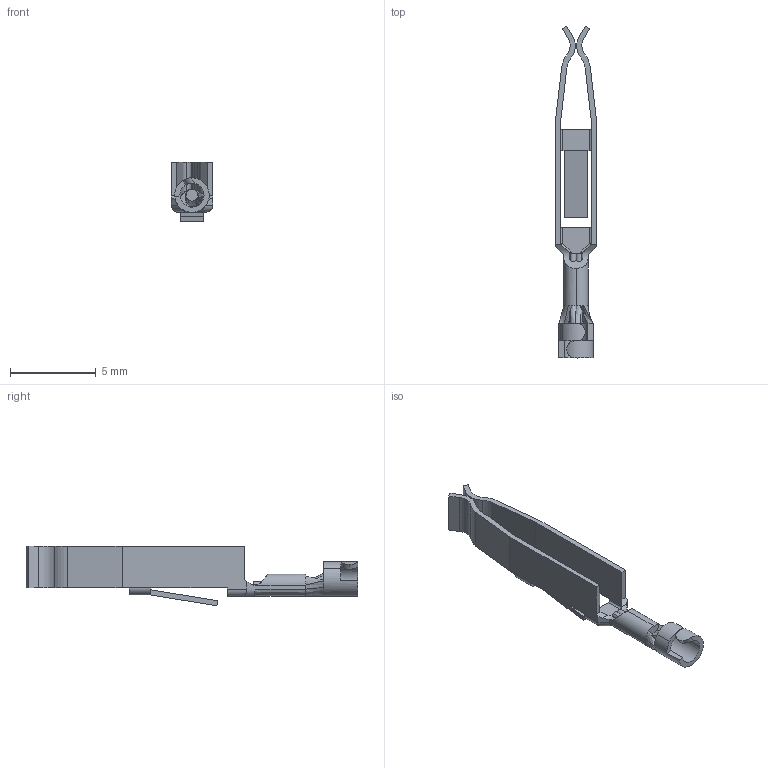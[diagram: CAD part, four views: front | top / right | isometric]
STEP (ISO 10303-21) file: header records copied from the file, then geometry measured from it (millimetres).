
FILE_DESCRIPTION(/* description */ (''),/* implementation_level */ '2;1');
FILE_NAME(/* name */ '3D_1010402020551_CBGF-0.5P_V1.0.stp',/* time_stamp */ '2023-12-18T16:57:45+08:00',/* author */ (''),/* organization */ (''),/* preprocessor_version */ 'ST-DEVELOPER v18.1',/* originating_system */ 'SIEMENS PLM Software NX 1980',/* authorisation */ '');
FILE_SCHEMA (('AUTOMOTIVE_DESIGN { 1 0 10303 214 3 1 1 1 }'));
Length unit declared in the file: millimetre
Products named in the file (1): 3D_1010402020551_CBGF-0.5P_V1_stp
Bounding box: 2.4 x 19.3 x 3.46 mm (x, y, z)
Volume: 30.5 mm3; surface area: 214.4 mm2
Topology: 1 solids, 1 shells, 122 faces, 332 edges, 208 vertices
Faces by surface type: plane 55, cylinder 47, bspline 18, extrusion 2
Entity records: 5303 total; most frequent: CARTESIAN_POINT 1587, ORIENTED_EDGE 664, DIRECTION 479, EDGE_CURVE 332, VERTEX_POINT 208, VECTOR 177, LINE 175, AXIS2_PLACEMENT_3D 151
